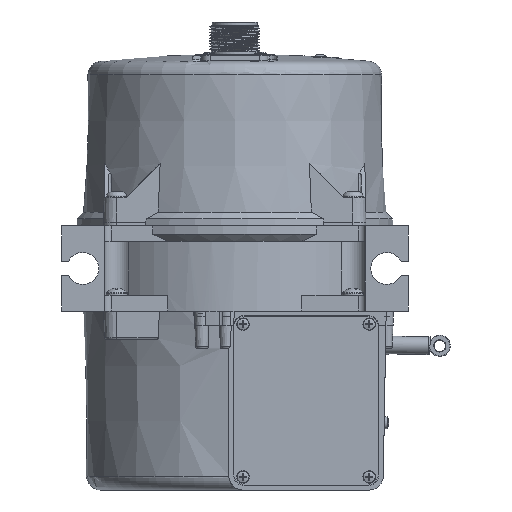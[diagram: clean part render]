
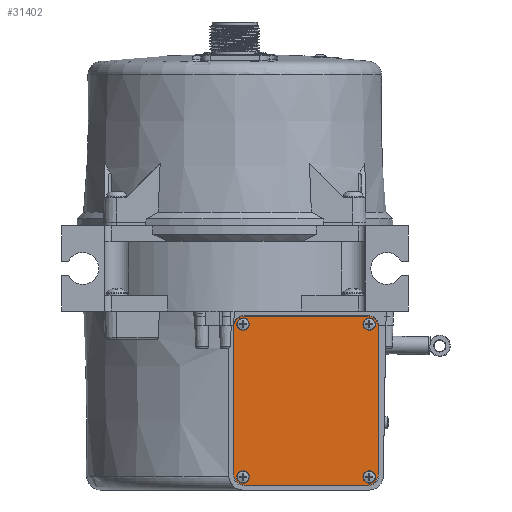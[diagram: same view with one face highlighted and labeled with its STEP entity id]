
A CAD part, front view. The second image highlights one B-rep face of the part: STEP entity #31402.
In plain terms, the highlighted planar face has unit normal (0, -1, 0).
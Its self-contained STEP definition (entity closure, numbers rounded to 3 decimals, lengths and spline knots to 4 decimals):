
#1661=LINE('',#65702,#2835);
#1662=LINE('',#65706,#2836);
#1663=LINE('',#65710,#2837);
#1664=LINE('',#65714,#2838);
#2835=VECTOR('',#41887,5.5093);
#2836=VECTOR('',#41890,6.6015);
#2837=VECTOR('',#41893,5.5093);
#2838=VECTOR('',#41896,6.6015);
#5202=PLANE('',#34607);
#5937=FACE_BOUND('',#9827,.T.);
#5938=FACE_BOUND('',#9828,.T.);
#5939=FACE_BOUND('',#9829,.T.);
#5940=FACE_BOUND('',#9830,.T.);
#7567=FACE_OUTER_BOUND('',#9826,.T.);
#9826=EDGE_LOOP('',(#26304,#26305,#26306,#26307,#26308,#26309,#26310,#26311));
#9827=EDGE_LOOP('',(#26312));
#9828=EDGE_LOOP('',(#26313));
#9829=EDGE_LOOP('',(#26314));
#9830=EDGE_LOOP('',(#26315));
#10672=CIRCLE('',#32599,0.2781);
#10759=CIRCLE('',#32784,0.2781);
#10785=CIRCLE('',#32841,0.2781);
#10811=CIRCLE('',#32894,0.2781);
#11592=CIRCLE('',#34608,0.4775);
#11593=CIRCLE('',#34609,0.4775);
#11594=CIRCLE('',#34610,0.4775);
#11595=CIRCLE('',#34611,0.4775);
#12480=VERTEX_POINT('',#51218);
#12650=VERTEX_POINT('',#52437);
#12699=VERTEX_POINT('',#52759);
#12746=VERTEX_POINT('',#53109);
#14369=VERTEX_POINT('',#65700);
#14370=VERTEX_POINT('',#65701);
#14371=VERTEX_POINT('',#65703);
#14372=VERTEX_POINT('',#65705);
#14373=VERTEX_POINT('',#65707);
#14374=VERTEX_POINT('',#65709);
#14375=VERTEX_POINT('',#65711);
#14376=VERTEX_POINT('',#65713);
#15670=EDGE_CURVE('',#12480,#12480,#10672,.T.);
#15920=EDGE_CURVE('',#12650,#12650,#10759,.T.);
#15989=EDGE_CURVE('',#12699,#12699,#10785,.T.);
#16056=EDGE_CURVE('',#12746,#12746,#10811,.T.);
#18459=EDGE_CURVE('',#14369,#14370,#1661,.T.);
#18460=EDGE_CURVE('',#14371,#14369,#11592,.T.);
#18461=EDGE_CURVE('',#14372,#14371,#1662,.T.);
#18462=EDGE_CURVE('',#14373,#14372,#11593,.T.);
#18463=EDGE_CURVE('',#14374,#14373,#1663,.T.);
#18464=EDGE_CURVE('',#14375,#14374,#11594,.T.);
#18465=EDGE_CURVE('',#14376,#14375,#1664,.T.);
#18466=EDGE_CURVE('',#14370,#14376,#11595,.T.);
#26304=ORIENTED_EDGE('',*,*,#18459,.F.);
#26305=ORIENTED_EDGE('',*,*,#18460,.F.);
#26306=ORIENTED_EDGE('',*,*,#18461,.F.);
#26307=ORIENTED_EDGE('',*,*,#18462,.F.);
#26308=ORIENTED_EDGE('',*,*,#18463,.F.);
#26309=ORIENTED_EDGE('',*,*,#18464,.F.);
#26310=ORIENTED_EDGE('',*,*,#18465,.F.);
#26311=ORIENTED_EDGE('',*,*,#18466,.F.);
#26312=ORIENTED_EDGE('',*,*,#15670,.T.);
#26313=ORIENTED_EDGE('',*,*,#15920,.T.);
#26314=ORIENTED_EDGE('',*,*,#15989,.T.);
#26315=ORIENTED_EDGE('',*,*,#16056,.T.);
#31402=ADVANCED_FACE('',(#7567,#5937,#5938,#5939,#5940),#5202,.F.);
#32599=AXIS2_PLACEMENT_3D('',#51219,#37022,#37023);
#32784=AXIS2_PLACEMENT_3D('',#52438,#37456,#37457);
#32841=AXIS2_PLACEMENT_3D('',#52760,#37586,#37587);
#32894=AXIS2_PLACEMENT_3D('',#53110,#37708,#37709);
#34607=AXIS2_PLACEMENT_3D('',#65699,#41885,#41886);
#34608=AXIS2_PLACEMENT_3D('',#65704,#41888,#41889);
#34609=AXIS2_PLACEMENT_3D('',#65708,#41891,#41892);
#34610=AXIS2_PLACEMENT_3D('',#65712,#41894,#41895);
#34611=AXIS2_PLACEMENT_3D('',#65715,#41897,#41898);
#37022=DIRECTION('center_axis',(0.,1.,0.));
#37023=DIRECTION('ref_axis',(-1.,0.,0.));
#37456=DIRECTION('center_axis',(0.,1.,0.));
#37457=DIRECTION('ref_axis',(-1.,0.,0.));
#37586=DIRECTION('center_axis',(0.,1.,0.));
#37587=DIRECTION('ref_axis',(-1.,0.,0.));
#37708=DIRECTION('center_axis',(0.,1.,0.));
#37709=DIRECTION('ref_axis',(-1.,0.,0.));
#41885=DIRECTION('center_axis',(0.,1.,0.));
#41886=DIRECTION('ref_axis',(0.,0.,-1.));
#41887=DIRECTION('',(1.,0.,0.));
#41888=DIRECTION('center_axis',(0.,1.,0.));
#41889=DIRECTION('ref_axis',(-1.,0.,0.));
#41890=DIRECTION('',(0.,0.,1.));
#41891=DIRECTION('center_axis',(0.,1.,0.));
#41892=DIRECTION('ref_axis',(0.,0.,
-1.));
#41893=DIRECTION('',(-1.,0.,0.));
#41894=DIRECTION('center_axis',(0.,1.,0.));
#41895=DIRECTION('ref_axis',(1.,0.,0.));
#41896=DIRECTION('',(0.,0.,-1.));
#41897=DIRECTION('center_axis',(0.,1.,0.));
#41898=DIRECTION('ref_axis',(0.,0.,
1.));
#51218=CARTESIAN_POINT('',(0.0927,-6.985,-7.4168));
#51219=CARTESIAN_POINT('Origin',(0.3708,-6.985,-7.4168));
#52437=CARTESIAN_POINT('',(5.7315,-6.985,-7.4168));
#52438=CARTESIAN_POINT('Origin',(6.0096,-6.985,-7.4168));
#52759=CARTESIAN_POINT('',(5.7315,-6.985,-0.5842));
#52760=CARTESIAN_POINT('Origin',(6.0096,-6.985,-0.5842));
#53109=CARTESIAN_POINT('',(0.0927,-6.985,-0.5842));
#53110=CARTESIAN_POINT('Origin',(0.3708,-6.985,-0.5842));
#65699=CARTESIAN_POINT('Origin',(3.189,-6.985,-3.9992));
#65700=CARTESIAN_POINT('',(0.4343,-6.985,-0.221));
#65701=CARTESIAN_POINT('',(5.9436,-6.985,-0.221));
#65702=CARTESIAN_POINT('',(0.4343,-6.985,-0.221));
#65703=CARTESIAN_POINT('',(-0.0432,-6.985,-0.6985));
#65704=CARTESIAN_POINT('Origin',(0.4343,-6.985,-0.6985));
#65705=CARTESIAN_POINT('',(-0.0432,-6.985,-7.3));
#65706=CARTESIAN_POINT('',(-0.0432,-6.985,-7.3));
#65707=CARTESIAN_POINT('',(0.4343,-6.985,-7.7775));
#65708=CARTESIAN_POINT('Origin',(0.4343,-6.985,-7.3));
#65709=CARTESIAN_POINT('',(5.9436,-6.985,-7.7775));
#65710=CARTESIAN_POINT('',(5.9436,-6.985,-7.7775));
#65711=CARTESIAN_POINT('',(6.4211,-6.985,-7.3));
#65712=CARTESIAN_POINT('Origin',(5.9436,-6.985,-7.3));
#65713=CARTESIAN_POINT('',(6.4211,-6.985,-0.6985));
#65714=CARTESIAN_POINT('',(6.4211,-6.985,-0.6985));
#65715=CARTESIAN_POINT('Origin',(5.9436,-6.985,-0.6985));
